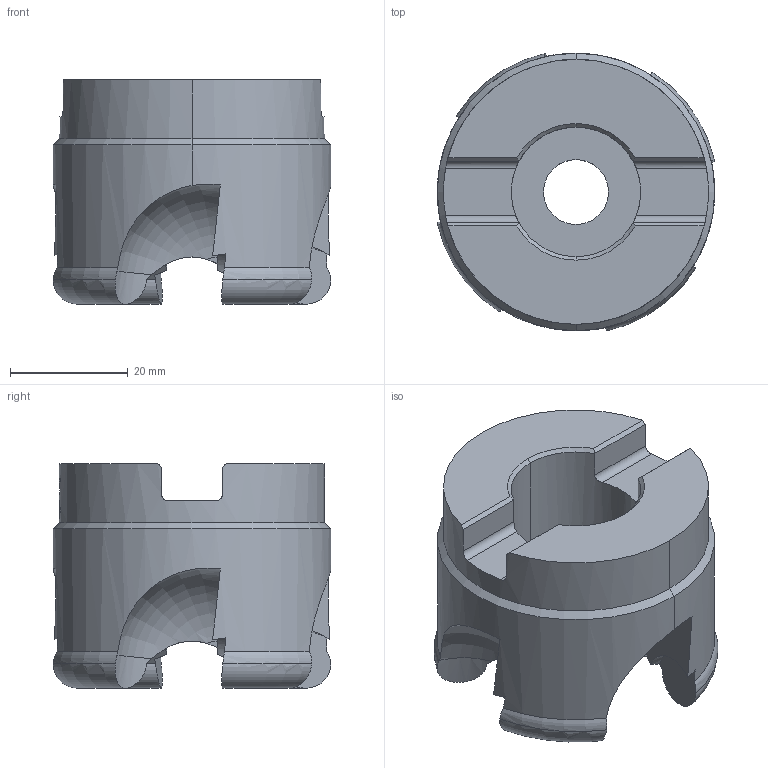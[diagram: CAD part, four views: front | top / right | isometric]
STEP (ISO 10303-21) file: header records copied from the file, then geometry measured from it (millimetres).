
FILE_DESCRIPTION(('no description'),'unknown implementation level');
FILE_NAME('solidQg2JCOHXeLqv86meJR8PmD3FOuM_1.STP',' ',('CIM GmbH Aachen'),('CADClick - KiM GmbH - www.kimweb.de'),'unknown preprocess','ACIS','unknown authorization');
FILE_SCHEMA(('automotive_design'));
Length unit declared in the file: millimetre
Products named in the file (1): 1
Bounding box: 47.11 x 47.11 x 38.1 mm (x, y, z)
Volume: 38365.8 mm3; surface area: 10836.8 mm2
Topology: 1 solids, 1 shells, 81 faces, 225 edges, 146 vertices
Faces by surface type: plane 31, cylinder 30, torus 12, cone 8
Entity records: 6435 total; most frequent: CARTESIAN_POINT 1896, STYLED_ITEM 453, PRESENTATION_STYLE_ASSIGNMENT 453, COLOUR_RGB 453, ORIENTED_EDGE 450, DIRECTION 409, EDGE_CURVE 225, CURVE_STYLE 225
